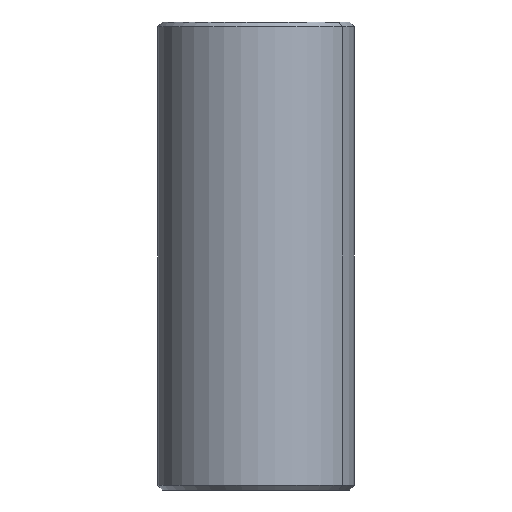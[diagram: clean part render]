
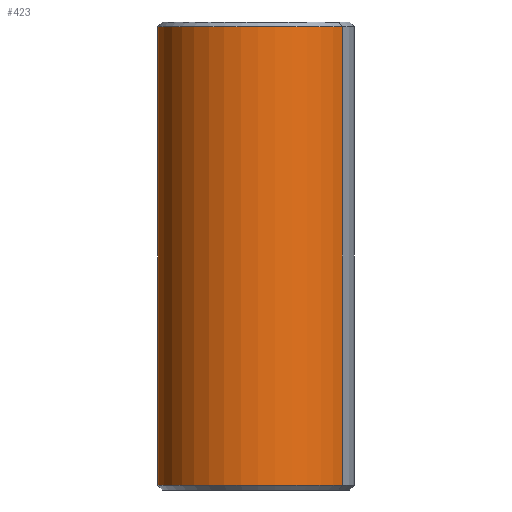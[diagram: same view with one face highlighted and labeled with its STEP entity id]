
A CAD part, front view. The second image highlights one B-rep face of the part: STEP entity #423.
In plain terms, the highlighted cylindrical face has radius 20 mm (diameter 40 mm), a partial arc.
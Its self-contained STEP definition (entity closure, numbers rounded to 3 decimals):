
#314=CARTESIAN_POINT('Vertex',(17.552,-9.589,-1.)) ;
#321=CARTESIAN_POINT('Vertex',(-17.552,9.589,-1.)) ;
#324=CARTESIAN_POINT('Axis2P3D Location',(0.,0.,-1.)) ;
#381=CARTESIAN_POINT('Axis2P3D Location',(0.,0.,-47.5)) ;
#386=CARTESIAN_POINT('Line Origine',(-17.552,9.589,-47.5)) ;
#390=CARTESIAN_POINT('Vertex',(-17.552,9.589,-94.)) ;
#393=CARTESIAN_POINT('Line Origine',(17.552,-9.589,-47.5)) ;
#397=CARTESIAN_POINT('Vertex',(17.552,-9.589,-94.)) ;
#412=CARTESIAN_POINT('Axis2P3D Location',(0.,0.,-94.)) ;
#325=DIRECTION('Axis2P3D Direction',(0.,0.,-1.)) ;
#382=DIRECTION('Axis2P3D Direction',(0.,0.,-1.)) ;
#383=DIRECTION('Axis2P3D XDirection',(-0.878,0.479,-0.)) ;
#387=DIRECTION('Vector Direction',(0.,0.,-1.)) ;
#394=DIRECTION('Vector Direction',(0.,0.,-1.)) ;
#413=DIRECTION('Axis2P3D Direction',(0.,0.,-1.)) ;
#326=AXIS2_PLACEMENT_3D('Circle Axis2P3D',#324,#325,$) ;
#384=AXIS2_PLACEMENT_3D('Cylinder Axis2P3D',#381,#382,#383) ;
#414=AXIS2_PLACEMENT_3D('Circle Axis2P3D',#412,#413,$) ;
#418=ORIENTED_EDGE('',*,*,#399,.T.) ;
#419=ORIENTED_EDGE('',*,*,#328,.T.) ;
#420=ORIENTED_EDGE('',*,*,#392,.F.) ;
#421=ORIENTED_EDGE('',*,*,#416,.F.) ;
#388=VECTOR('Line Direction',#387,1.) ;
#395=VECTOR('Line Direction',#394,1.) ;
#423=ADVANCED_FACE('PartBody',(#422),#385,.T.) ;
#327=CIRCLE('generated circle',#326,20.) ;
#415=CIRCLE('generated circle',#414,20.) ;
#385=CYLINDRICAL_SURFACE('generated cylinder',#384,20.) ;
#328=EDGE_CURVE('',#315,#322,#327,.T.) ;
#392=EDGE_CURVE('',#391,#322,#389,.F.) ;
#399=EDGE_CURVE('',#398,#315,#396,.F.) ;
#416=EDGE_CURVE('',#398,#391,#415,.T.) ;
#417=EDGE_LOOP('',(#418,#419,#420,#421)) ;
#422=FACE_OUTER_BOUND('',#417,.T.) ;
#389=LINE('Line',#386,#388) ;
#396=LINE('Line',#393,#395) ;
#315=VERTEX_POINT('',#314) ;
#322=VERTEX_POINT('',#321) ;
#391=VERTEX_POINT('',#390) ;
#398=VERTEX_POINT('',#397) ;
